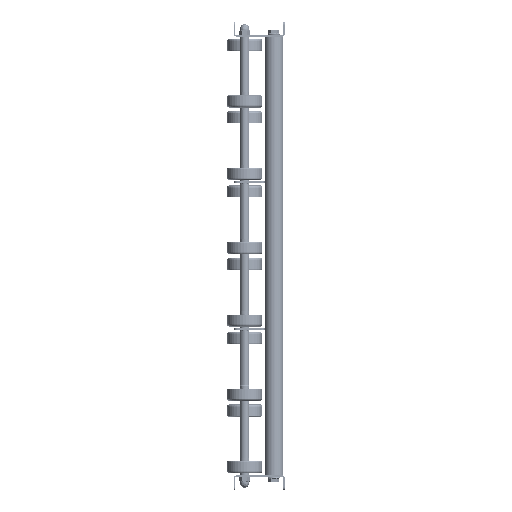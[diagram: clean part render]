
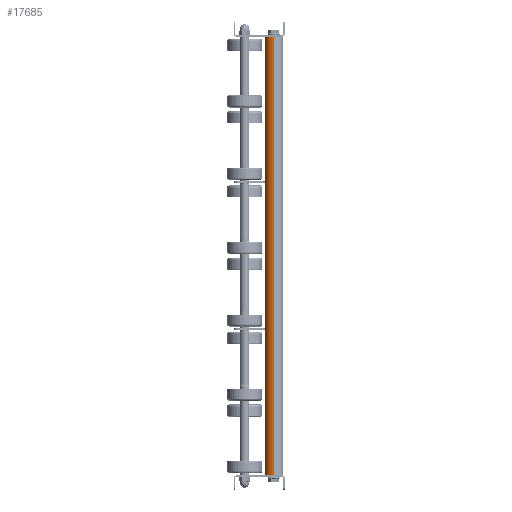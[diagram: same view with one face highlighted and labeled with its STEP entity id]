
A CAD part, left-side view. The second image highlights one B-rep face of the part: STEP entity #17685.
In plain terms, the highlighted cylindrical face has radius 12.5 mm (diameter 25 mm), a partial arc.
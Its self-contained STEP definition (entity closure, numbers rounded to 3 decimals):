
#1111 = AXIS2_PLACEMENT_3D ( 'NONE', #20663, #44936, #41413 ) ;
#1114 = ORIENTED_EDGE ( 'NONE', *, *, #9006, .T. ) ;
#7096 = CYLINDRICAL_SURFACE ( 'NONE', #12771, 12.5 ) ;
#7621 = DIRECTION ( 'NONE',  ( 0., 0., 1. ) ) ;
#9006 = EDGE_CURVE ( 'NONE', #20473, #11844, #24363, .T. ) ;
#9079 = DIRECTION ( 'NONE',  ( -1., 0., 0. ) ) ;
#11844 = VERTEX_POINT ( 'NONE', #44646 ) ;
#12771 = AXIS2_PLACEMENT_3D ( 'NONE', #23554, #32443, #7621 ) ;
#13544 = DIRECTION ( 'NONE',  ( 0., 0., -1. ) ) ;
#13809 = CARTESIAN_POINT ( 'NONE',  ( 1., 0., 0. ) ) ;
#13934 = EDGE_CURVE ( 'NONE', #46869, #51384, #16326, .T. ) ;
#14075 = DIRECTION ( 'NONE',  ( 1., 0., 0. ) ) ;
#16326 = CIRCLE ( 'NONE', #18908, 12.5 ) ;
#17685 = ADVANCED_FACE ( 'NONE', ( #40273 ), #7096, .T. ) ;
#18815 = ORIENTED_EDGE ( 'NONE', *, *, #13934, .T. ) ;
#18908 = AXIS2_PLACEMENT_3D ( 'NONE', #13809, #14075, #13544 ) ;
#20473 = VERTEX_POINT ( 'NONE', #49464 ) ;
#20663 = CARTESIAN_POINT ( 'NONE',  ( 599., 0., 0. ) ) ;
#23554 = CARTESIAN_POINT ( 'NONE',  ( 600., 0., 0. ) ) ;
#24236 = ORIENTED_EDGE ( 'NONE', *, *, #37331, .T. ) ;
#24363 = CIRCLE ( 'NONE', #1111, 12.5 ) ;
#26313 = LINE ( 'NONE', #39009, #43691 ) ;
#32443 = DIRECTION ( 'NONE',  ( -1., 0., 0. ) ) ;
#32614 = LINE ( 'NONE', #40986, #42635 ) ;
#37331 = EDGE_CURVE ( 'NONE', #11844, #46869, #32614, .T. ) ;
#38359 = CARTESIAN_POINT ( 'NONE',  ( 1., 0., -12.5 ) ) ;
#39009 = CARTESIAN_POINT ( 'NONE',  ( 600., 0., 12.5 ) ) ;
#39246 = EDGE_CURVE ( 'NONE', #20473, #51384, #26313, .T. ) ;
#40273 = FACE_OUTER_BOUND ( 'NONE', #52332, .T. ) ;
#40986 = CARTESIAN_POINT ( 'NONE',  ( 600., 0., -12.5 ) ) ;
#41413 = DIRECTION ( 'NONE',  ( 0., 0., -1. ) ) ;
#42635 = VECTOR ( 'NONE', #45301, 1000. ) ;
#43691 = VECTOR ( 'NONE', #9079, 1000. ) ;
#44646 = CARTESIAN_POINT ( 'NONE',  ( 599., 0., -12.5 ) ) ;
#44936 = DIRECTION ( 'NONE',  ( -1., 0., 0. ) ) ;
#45301 = DIRECTION ( 'NONE',  ( -1., 0., 0. ) ) ;
#46869 = VERTEX_POINT ( 'NONE', #38359 ) ;
#47468 = CARTESIAN_POINT ( 'NONE',  ( 1., 0., 12.5 ) ) ;
#49464 = CARTESIAN_POINT ( 'NONE',  ( 599., 0., 12.5 ) ) ;
#49837 = ORIENTED_EDGE ( 'NONE', *, *, #39246, .F. ) ;
#51384 = VERTEX_POINT ( 'NONE', #47468 ) ;
#52332 = EDGE_LOOP ( 'NONE', ( #1114, #24236, #18815, #49837 ) ) ;
